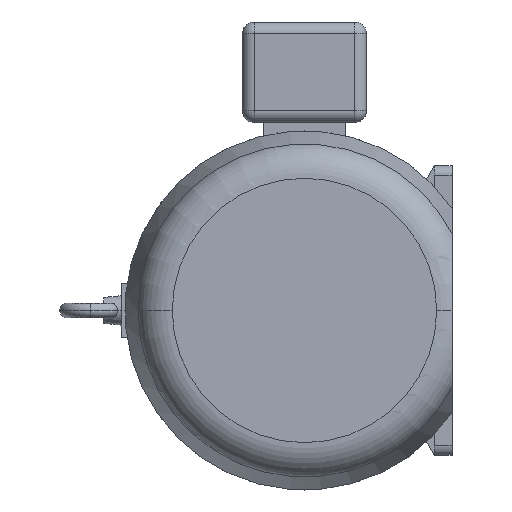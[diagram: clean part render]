
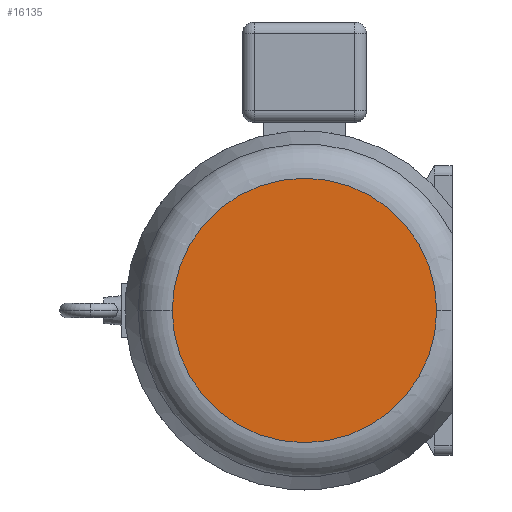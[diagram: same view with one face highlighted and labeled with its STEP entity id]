
A CAD part, left-side view. The second image highlights one B-rep face of the part: STEP entity #16135.
In plain terms, the highlighted planar face has unit normal (-1, 0, 0).
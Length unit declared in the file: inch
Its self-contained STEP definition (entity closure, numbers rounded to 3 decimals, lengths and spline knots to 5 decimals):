
#5783 = EDGE_CURVE ( 'NONE', #46929, #39120, #120309, .T. ) ;
#13189 = CARTESIAN_POINT ( 'NONE',  ( -34.728, 2.5757, 0. ) ) ;
#15117 = ORIENTED_EDGE ( 'NONE', *, *, #5783, .F. ) ;
#16135 = ADVANCED_FACE ( 'NONE', ( #114341 ), #60323, .F. ) ;
#24627 = AXIS2_PLACEMENT_3D ( 'NONE', #116620, #61138, #80087 ) ;
#32301 = CARTESIAN_POINT ( 'NONE',  ( -34.728, 8.17397, 0. ) ) ;
#32693 = CARTESIAN_POINT ( 'NONE',  ( -34.728, -3.02257, 0. ) ) ;
#39120 = VERTEX_POINT ( 'NONE', #32301 ) ;
#42472 = DIRECTION ( 'NONE',  ( 1., 0., 0. ) ) ;
#46929 = VERTEX_POINT ( 'NONE', #32693 ) ;
#50180 = CIRCLE ( 'NONE', #73777, 5.59827 ) ;
#51198 = DIRECTION ( 'NONE',  ( 0., -1., 0. ) ) ;
#60323 = PLANE ( 'NONE',  #24627 ) ;
#61138 = DIRECTION ( 'NONE',  ( 1., 0., 0. ) ) ;
#62651 = ORIENTED_EDGE ( 'NONE', *, *, #104774, .F. ) ;
#68163 = DIRECTION ( 'NONE',  ( 1., 0., 0. ) ) ;
#68566 = CARTESIAN_POINT ( 'NONE',  ( -34.728, 2.5757, 0. ) ) ;
#71105 = AXIS2_PLACEMENT_3D ( 'NONE', #68566, #68163, #84318 ) ;
#73777 = AXIS2_PLACEMENT_3D ( 'NONE', #13189, #42472, #51198 ) ;
#80087 = DIRECTION ( 'NONE',  ( 0., -1., 0. ) ) ;
#84318 = DIRECTION ( 'NONE',  ( 0., -1., 0. ) ) ;
#104774 = EDGE_CURVE ( 'NONE', #39120, #46929, #50180, .T. ) ;
#114341 = FACE_OUTER_BOUND ( 'NONE', #119468, .T. ) ;
#116620 = CARTESIAN_POINT ( 'NONE',  ( -34.728, 8.17397, 0. ) ) ;
#119468 = EDGE_LOOP ( 'NONE', ( #15117, #62651 ) ) ;
#120309 = CIRCLE ( 'NONE', #71105, 5.59827 ) ;
